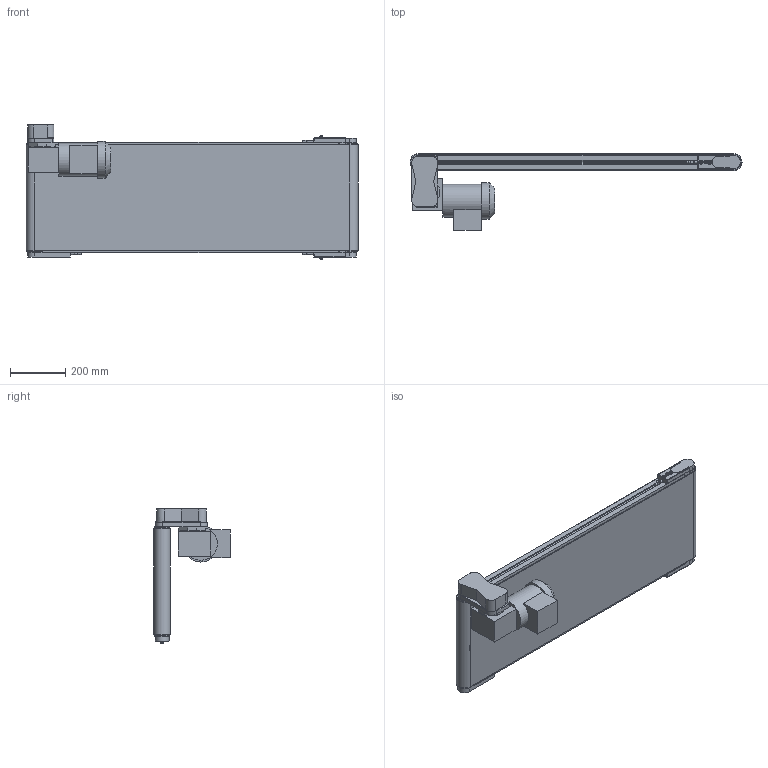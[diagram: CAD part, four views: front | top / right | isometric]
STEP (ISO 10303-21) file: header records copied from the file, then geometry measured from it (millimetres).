
FILE_DESCRIPTION(/* description */ ('STEP AP214'),/* implementation_level */ '2;1');
FILE_NAME(/* name */ 'Conveyor V2.stp',/* time_stamp */ '2025-01-31T13:02:05-05:00',/* author */ ('sara_'),/* organization */ (''),/* preprocessor_version */ 'ST-DEVELOPER v19.2',/* originating_system */ 'Autodesk Inventor 2024',/* authorisation */ '');
FILE_SCHEMA (('AUTOMOTIVE_DESIGN { 1 0 10303 214 3 1 1 }'));
Length unit declared in the file: millimetre
Products named in the file (17): Conveyor V2; ñò³ë; êðîíøòåéí; âàë; êðîíøòåéí_1; ñòð³÷êà; ðåäóêòîð; äâèãóí; êðèøêà; âàë_1; êðîíøòåéí_2; åêðàí; øàéáà 6; M8x40; ñóõàð; Ì6õ12; ïëàñòèíà
Assembly tree (30 placements, depth 2):
  Conveyor V2
    ñò³ë
    êðîíøòåéí
    âàë
    êðîíøòåéí_1
    M8x40  x3
    ñóõàð  x3
    Ì6õ12  x8
    ñòð³÷êà
    ðåäóêòîð
    äâèãóí
    êðèøêà
    âàë_1
    êðîíøòåéí_2  x2
    åêðàí  x2
    øàéáà 6  x2
    ïëàñòèíà
Bounding box: 1200 x 276 x 485.1 mm (x, y, z)
Volume: 16599742.7 mm3; surface area: 6954637.4 mm2
Topology: 30 solids, 30 shells, 617 faces, 1461 edges, 958 vertices
Faces by surface type: plane 446, cylinder 118, cone 45, torus 8
Full cylindrical faces by diameter (mm): 4.917 x3, 6 x16, 6.4 x2, 6.647 x3, 7 x2, 8 x3, 8.1 x1, 9 x6, 10 x15, 12 x2, 13.5 x3, 15 x10, 20 x5, 28 x1, 32 x1, 55 x2, 119 x1, 132 x1
Entity records: 15317 total; most frequent: CARTESIAN_POINT 4681, DIRECTION 2064, ORIENTED_EDGE 1998, EDGE_CURVE 999, LINE 806, VECTOR 806, VERTEX_POINT 660, AXIS2_PLACEMENT_3D 629
